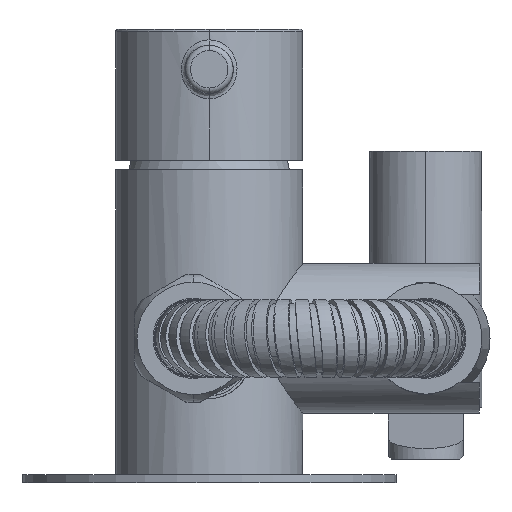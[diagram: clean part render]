
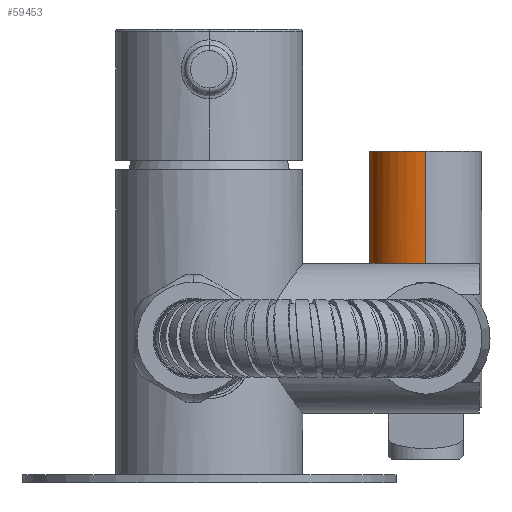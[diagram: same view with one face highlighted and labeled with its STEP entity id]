
A CAD part, front view. The second image highlights one B-rep face of the part: STEP entity #59453.
In plain terms, the highlighted cylindrical face has radius 10.5 mm (diameter 21 mm), a partial arc.
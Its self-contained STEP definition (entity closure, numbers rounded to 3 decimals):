
#8278=CARTESIAN_POINT('',(40.5,118.001,54.5));
#8279=DIRECTION('',(0.,0.,1.));
#8280=DIRECTION('',(-0.683,-0.73,0.));
#8281=AXIS2_PLACEMENT_3D('',#8278,#8279,#8280);
#8306=CARTESIAN_POINT('',(33.329,110.331,54.5));
#8307=CARTESIAN_POINT('',(33.302,110.356,53.5));
#8308=CARTESIAN_POINT('',(33.276,110.381,52.5));
#8309=CARTESIAN_POINT('',(33.25,110.406,51.5));
#8311=DIRECTION('',(0.,0.,-1.));
#8312=VECTOR('',#8311,25.);
#8313=CARTESIAN_POINT('',(40.5,107.501,99.5));
#8314=LINE('',#8313,#8312);
#8324=CARTESIAN_POINT('',(40.5,118.001,51.5));
#8325=DIRECTION('',(0.,0.,1.));
#8326=DIRECTION('',(0.,1.,0.));
#8327=AXIS2_PLACEMENT_3D('',#8324,#8325,#8326);
#8371=DIRECTION('',(0.,0.,-1.));
#8372=VECTOR('',#8371,48.);
#8373=CARTESIAN_POINT('',(40.5,128.501,99.5));
#8374=LINE('',#8373,#8372);
#52407=CARTESIAN_POINT('',(40.5,107.501,54.5));
#52408=CARTESIAN_POINT('',(40.363,107.501,54.5));
#52409=CARTESIAN_POINT('',(40.089,107.506,54.506));
#52410=CARTESIAN_POINT('',(39.679,107.53,54.531));
#52411=CARTESIAN_POINT('',(39.268,107.571,54.573));
#52412=CARTESIAN_POINT('',(38.856,107.627,54.633));
#52413=CARTESIAN_POINT('',(38.444,107.701,54.711));
#52414=CARTESIAN_POINT('',(38.032,107.792,54.806));
#52415=CARTESIAN_POINT('',(37.619,107.901,54.921));
#52416=CARTESIAN_POINT('',(37.206,108.028,55.055));
#52417=CARTESIAN_POINT('',(36.793,108.174,55.209));
#52418=CARTESIAN_POINT('',(36.38,108.339,55.384));
#52419=CARTESIAN_POINT('',(35.968,108.525,55.582));
#52420=CARTESIAN_POINT('',(35.558,108.733,55.802));
#52421=CARTESIAN_POINT('',(35.151,108.962,56.047));
#52422=CARTESIAN_POINT('',(34.746,109.213,56.316));
#52423=CARTESIAN_POINT('',(34.347,109.488,56.612));
#52424=CARTESIAN_POINT('',(33.954,109.786,56.935));
#52425=CARTESIAN_POINT('',(33.569,110.108,57.285));
#52426=CARTESIAN_POINT('',(33.194,110.454,57.665));
#52427=CARTESIAN_POINT('',(32.832,110.822,58.073));
#52428=CARTESIAN_POINT('',(32.485,111.211,58.511));
#52429=CARTESIAN_POINT('',(32.157,111.618,58.976));
#52430=CARTESIAN_POINT('',(31.852,112.038,59.467));
#52431=CARTESIAN_POINT('',(31.575,112.462,59.977));
#52432=CARTESIAN_POINT('',(31.33,112.878,60.497));
#52433=CARTESIAN_POINT('',(31.125,113.266,61.007));
#52434=CARTESIAN_POINT('',(30.964,113.601,61.477));
#52435=CARTESIAN_POINT('',(30.841,113.88,61.899));
#52436=CARTESIAN_POINT('',(30.747,114.11,62.282));
#52437=CARTESIAN_POINT('',(30.675,114.296,62.628));
#52438=CARTESIAN_POINT('',(30.621,114.442,62.939));
#52439=CARTESIAN_POINT('',(30.581,114.557,63.222));
#52440=CARTESIAN_POINT('',(30.551,114.644,63.481));
#52441=CARTESIAN_POINT('',(30.529,114.709,63.724));
#52442=CARTESIAN_POINT('',(30.514,114.756,63.954));
#52443=CARTESIAN_POINT('',(30.504,114.785,64.176));
#52444=CARTESIAN_POINT('',(30.5,114.8,64.392));
#52445=CARTESIAN_POINT('',(30.5,114.8,64.607));
#52446=CARTESIAN_POINT('',(30.504,114.785,64.824));
#52447=CARTESIAN_POINT('',(30.514,114.756,65.046));
#52448=CARTESIAN_POINT('',(30.529,114.709,65.276));
#52449=CARTESIAN_POINT('',(30.551,114.644,65.518));
#52450=CARTESIAN_POINT('',(30.581,114.557,65.778));
#52451=CARTESIAN_POINT('',(30.621,114.442,66.061));
#52452=CARTESIAN_POINT('',(30.675,114.296,66.372));
#52453=CARTESIAN_POINT('',(30.747,114.11,66.718));
#52454=CARTESIAN_POINT('',(30.841,113.88,67.101));
#52455=CARTESIAN_POINT('',(30.964,113.601,67.523));
#52456=CARTESIAN_POINT('',(31.125,113.266,67.993));
#52457=CARTESIAN_POINT('',(31.33,112.878,68.503));
#52458=CARTESIAN_POINT('',(31.575,112.462,69.023));
#52459=CARTESIAN_POINT('',(31.852,112.038,69.533));
#52460=CARTESIAN_POINT('',(32.157,111.618,70.024));
#52461=CARTESIAN_POINT('',(32.485,111.211,70.489));
#52462=CARTESIAN_POINT('',(32.832,110.822,70.927));
#52463=CARTESIAN_POINT('',(33.194,110.454,71.335));
#52464=CARTESIAN_POINT('',(33.569,110.108,71.715));
#52465=CARTESIAN_POINT('',(33.954,109.786,72.065));
#52466=CARTESIAN_POINT('',(34.347,109.488,72.388));
#52467=CARTESIAN_POINT('',(34.746,109.213,72.684));
#52468=CARTESIAN_POINT('',(35.151,108.962,72.953));
#52469=CARTESIAN_POINT('',(35.558,108.733,73.198));
#52470=CARTESIAN_POINT('',(35.968,108.525,73.418));
#52471=CARTESIAN_POINT('',(36.38,108.339,73.616));
#52472=CARTESIAN_POINT('',(36.793,108.174,73.791));
#52473=CARTESIAN_POINT('',(37.206,108.028,73.945));
#52474=CARTESIAN_POINT('',(37.619,107.901,74.079));
#52475=CARTESIAN_POINT('',(38.032,107.792,74.194));
#52476=CARTESIAN_POINT('',(38.444,107.701,74.289));
#52477=CARTESIAN_POINT('',(38.856,107.627,74.367));
#52478=CARTESIAN_POINT('',(39.268,107.571,74.427));
#52479=CARTESIAN_POINT('',(39.679,107.53,74.469));
#52480=CARTESIAN_POINT('',(40.089,107.506,74.494));
#52481=CARTESIAN_POINT('',(40.363,107.501,74.5));
#52482=CARTESIAN_POINT('',(40.5,107.501,74.5));
#52488=CARTESIAN_POINT('',(40.5,118.001,99.5));
#52489=DIRECTION('',(0.,0.,-1.));
#52490=DIRECTION('',(0.,-1.,0.));
#52491=AXIS2_PLACEMENT_3D('',#52488,#52489,#52490);
#54423=CARTESIAN_POINT('',(40.5,107.501,99.5));
#54424=CARTESIAN_POINT('',(40.5,128.501,99.5));
#54425=VERTEX_POINT('',#54423);
#54426=VERTEX_POINT('',#54424);
#54431=VERTEX_POINT('',#8306);
#54432=VERTEX_POINT('',#8309);
#54433=CARTESIAN_POINT('',(40.5,128.501,51.5));
#54434=VERTEX_POINT('',#54433);
#54435=CARTESIAN_POINT('',(40.5,107.501,74.5));
#54436=VERTEX_POINT('',#54435);
#54437=VERTEX_POINT('',#52407);
#59434=CARTESIAN_POINT('',(40.5,118.001,101.9));
#59435=DIRECTION('',(0.,0.,-1.));
#59436=DIRECTION('',(0.,-1.,0.));
#59437=AXIS2_PLACEMENT_3D('',#59434,#59435,#59436);
#59438=CYLINDRICAL_SURFACE('',#59437,10.5);
#59439=ORIENTED_EDGE('',*,*,#59398,.T.);
#59441=ORIENTED_EDGE('',*,*,#59440,.F.);
#59443=ORIENTED_EDGE('',*,*,#59442,.F.);
#59445=ORIENTED_EDGE('',*,*,#59444,.F.);
#59447=ORIENTED_EDGE('',*,*,#59446,.T.);
#59449=ORIENTED_EDGE('',*,*,#59448,.F.);
#59450=ORIENTED_EDGE('',*,*,#59420,.F.);
#59451=EDGE_LOOP('',(#59439,#59441,#59443,#59445,#59447,#59449,#59450));
#59452=FACE_OUTER_BOUND('',#59451,.F.);
#59453=ADVANCED_FACE('',(#59452),#59438,.T.);
#8282=CIRCLE('',#8281,10.5);
#8310=B_SPLINE_CURVE_WITH_KNOTS('',3,(#8306,#8307,#8308,#8309),.UNSPECIFIED.,
.F.,.F.,(4,4),(0.,1.),.UNSPECIFIED.);
#8328=CIRCLE('',#8327,10.5);
#52483=B_SPLINE_CURVE_WITH_KNOTS('',3,(#52407,#52408,#52409,#52410,#52411,
#52412,#52413,#52414,#52415,#52416,#52417,#52418,#52419,#52420,#52421,#52422,
#52423,#52424,#52425,#52426,#52427,#52428,#52429,#52430,#52431,#52432,#52433,
#52434,#52435,#52436,#52437,#52438,#52439,#52440,#52441,#52442,#52443,#52444,
#52445,#52446,#52447,#52448,#52449,#52450,#52451,#52452,#52453,#52454,#52455,
#52456,#52457,#52458,#52459,#52460,#52461,#52462,#52463,#52464,#52465,#52466,
#52467,#52468,#52469,#52470,#52471,#52472,#52473,#52474,#52475,#52476,#52477,
#52478,#52479,#52480,#52481,#52482),.UNSPECIFIED.,.F.,.F.,(4,1,1,1,1,1,1,1,1,1,
1,1,1,1,1,1,1,1,1,1,1,1,1,1,1,1,1,1,1,1,1,1,1,1,1,1,1,1,1,1,1,1,1,1,1,1,1,1,1,1,
1,1,1,1,1,1,1,1,1,1,1,1,1,1,1,1,1,1,1,1,1,1,1,4),(0.,0.014,
0.027,0.041,0.055,0.068,
0.082,0.096,0.11,0.123,
0.137,0.151,0.164,0.178,
0.192,0.205,0.219,0.233,
0.247,0.26,0.274,0.288,
0.301,0.315,0.329,0.342,
0.356,0.37,0.384,0.397,
0.411,0.425,0.438,0.452,
0.466,0.479,0.493,0.507,
0.521,0.534,0.548,0.562,
0.575,0.589,0.603,0.616,
0.63,0.644,0.658,0.671,
0.685,0.699,0.712,0.726,
0.74,0.753,0.767,0.781,
0.795,0.808,0.822,0.836,
0.849,0.863,0.877,0.89,
0.904,0.918,0.932,0.945,
0.959,0.973,0.986,1.),.UNSPECIFIED.);
#52492=CIRCLE('',#52491,10.5);
#59398=EDGE_CURVE('',#54431,#54432,#8310,.T.);
#59420=EDGE_CURVE('',#54431,#54437,#8282,.T.);
#59440=EDGE_CURVE('',#54434,#54432,#8328,.T.);
#59442=EDGE_CURVE('',#54426,#54434,#8374,.T.);
#59444=EDGE_CURVE('',#54425,#54426,#52492,.T.);
#59446=EDGE_CURVE('',#54425,#54436,#8314,.T.);
#59448=EDGE_CURVE('',#54437,#54436,#52483,.T.);
